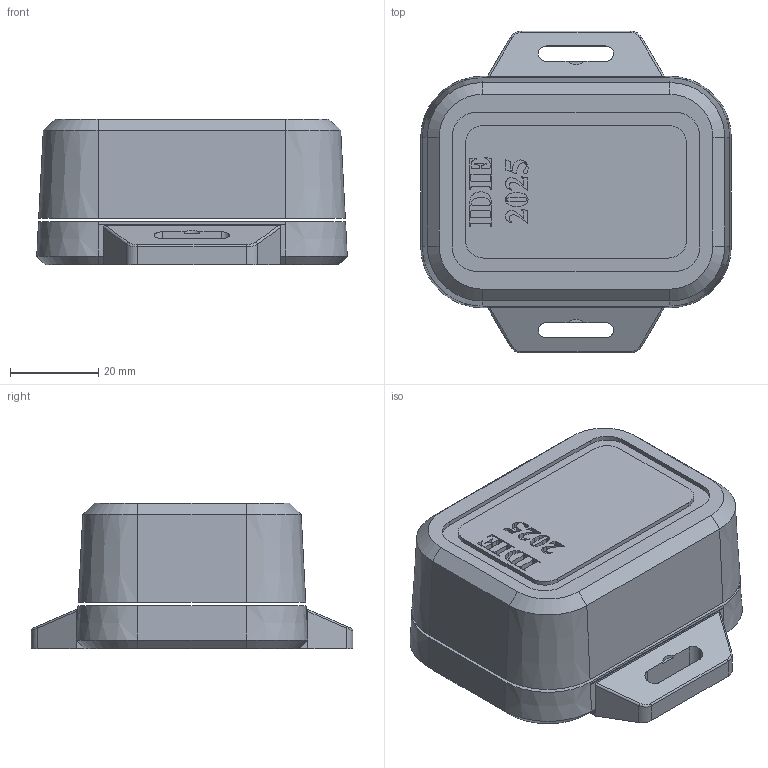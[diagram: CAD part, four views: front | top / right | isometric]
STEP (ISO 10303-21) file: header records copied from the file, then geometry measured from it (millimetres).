
FILE_DESCRIPTION(/* description */ (''),/* implementation_level */ '2;1');
FILE_NAME(/* name */ 'Caja_IDIE.step',/* time_stamp */ '2025-04-07T11:46:59-05:00',/* author */ (''),/* organization */ (''),/* preprocessor_version */ 'ST-DEVELOPER v20.1',/* originating_system */ 'Autodesk Translation Framework v14.4.0.0',/* authorisation */ '');
FILE_SCHEMA (('AUTOMOTIVE_DESIGN { 1 0 10303 214 3 1 1 }'));
Length unit declared in the file: millimetre
Products named in the file (1): Caja
Bounding box: 70.31 x 72.88 x 33 mm (x, y, z)
Volume: 38159.9 mm3; surface area: 31054.4 mm2
Topology: 2 solids, 2 shells, 517 faces, 1375 edges, 882 vertices
Faces by surface type: plane 271, bspline 142, cylinder 84, cone 16, torus 4
Full cylindrical faces by diameter (mm): 3.175 x8, 7 x4
Entity records: 17353 total; most frequent: CARTESIAN_POINT 5217, ORIENTED_EDGE 2750, DIRECTION 2091, EDGE_CURVE 1375, VERTEX_POINT 882, LINE 859, VECTOR 859, AXIS2_PLACEMENT_3D 616
